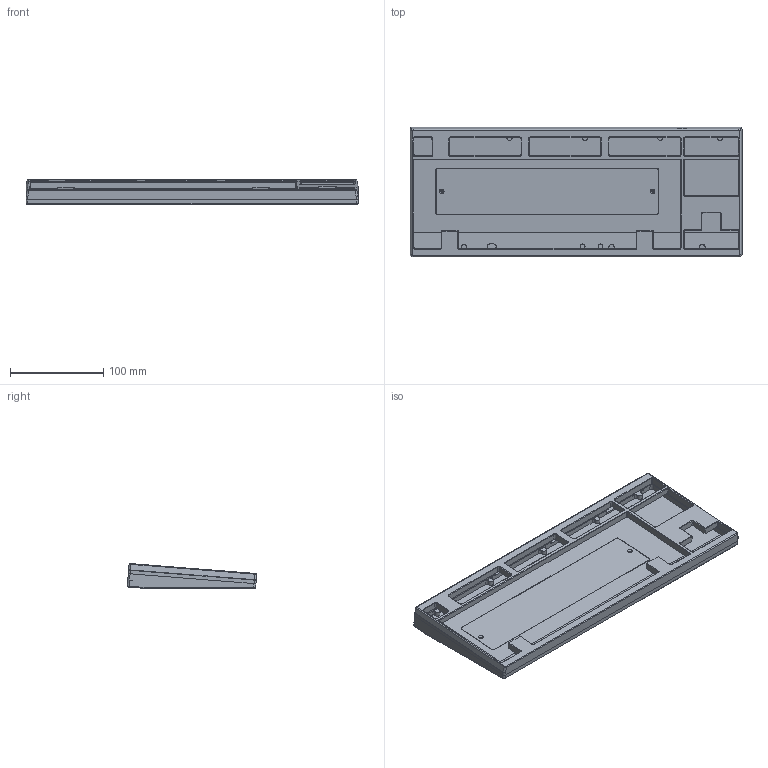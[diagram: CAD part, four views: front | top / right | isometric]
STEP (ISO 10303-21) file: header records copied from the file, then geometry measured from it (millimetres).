
FILE_DESCRIPTION(/* description */ (''),/* implementation_level */ '2;1');
FILE_NAME(/* name */ 'JingTKL_v1.4.step',/* time_stamp */ '2022-04-28T19:45:35+07:00',/* author */ (''),/* organization */ (''),/* preprocessor_version */ 'ST-DEVELOPER v18.1',/* originating_system */ 'Autodesk Translation Framework v10.14.0.1471',/* authorisation */ '');
FILE_SCHEMA (('AUTOMOTIVE_DESIGN { 1 0 10303 214 3 1 1 }'));
Length unit declared in the file: millimetre
Products named in the file (4): JingTKL_v1.4; 6063 top; 6063 bottom; internal brass sheet
Assembly tree (3 placements, depth 2):
  JingTKL_v1.4
    6063 top
    6063 bottom
    internal brass sheet
Bounding box: 356.64 x 138.94 x 26.7 mm (x, y, z)
Volume: 359012.9 mm3; surface area: 191897.3 mm2
Topology: 3 solids, 3 shells, 584 faces, 1542 edges, 985 vertices
Faces by surface type: cylinder 290, plane 228, torus 44, bspline 12, cone 6, sphere 4
Full cylindrical faces by diameter (mm): 2.075 x11, 2.529 x8, 4 x4, 4.2 x4, 6 x2, 8 x4
Entity records: 18560 total; most frequent: CARTESIAN_POINT 3394, DIRECTION 3346, ORIENTED_EDGE 3084, EDGE_CURVE 1542, AXIS2_PLACEMENT_3D 1229, VERTEX_POINT 985, LINE 888, VECTOR 888
